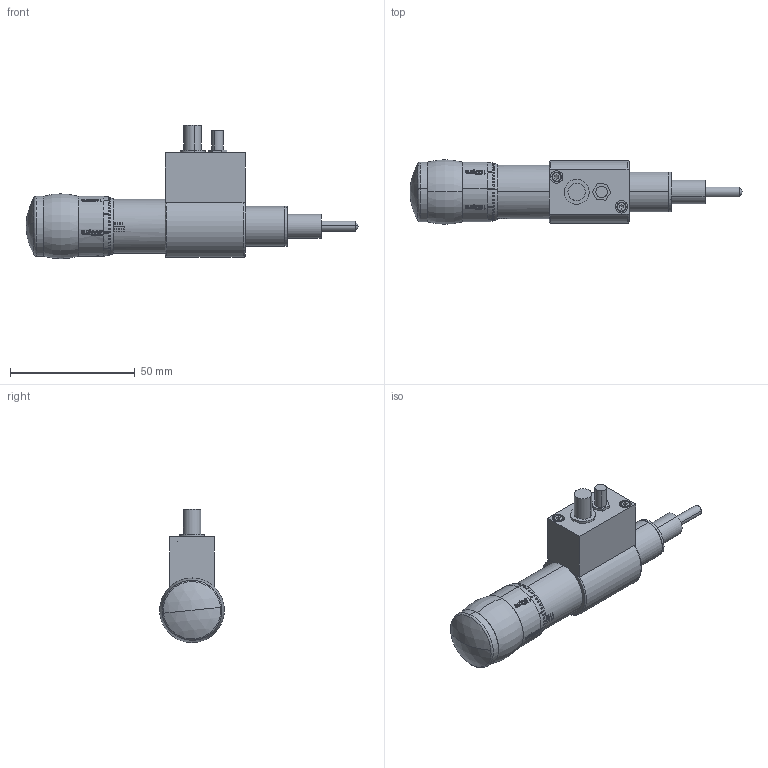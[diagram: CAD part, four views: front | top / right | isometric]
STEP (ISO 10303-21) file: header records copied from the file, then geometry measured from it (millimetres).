
FILE_DESCRIPTION (( 'STEP AP214' ), '1' );
FILE_NAME ('10881-E0W.step', '2007-10-25T00:21:29', ( ' ' ), ( ' ' ), 'SwSTEP 2.0', 'SolidWorks 2007', '' );
FILE_SCHEMA (( 'AUTOMOTIVE_DESIGN' ));
Length unit declared in the file: inch
Products named in the file (1): 10881-E0W
Bounding box: 133.19 x 25.81 x 53.5 mm (x, y, z)
Surface area: 14663 mm2 (no closed solid volume)
Topology: 0 solids, 16 shells, 490 faces, 1816 edges, 1329 vertices
Faces by surface type: plane 213, bspline 137, cylinder 112, cone 14, torus 10, sphere 4
Entity records: 44843 total; most frequent: CARTESIAN_POINT 24361, ORIENTED_EDGE 2786, DIRECTION 2610, EDGE_CURVE 1809, VERTEX_POINT 1326, AXIS2_PLACEMENT_3D 1007, CIRCLE 653, VECTOR 596
